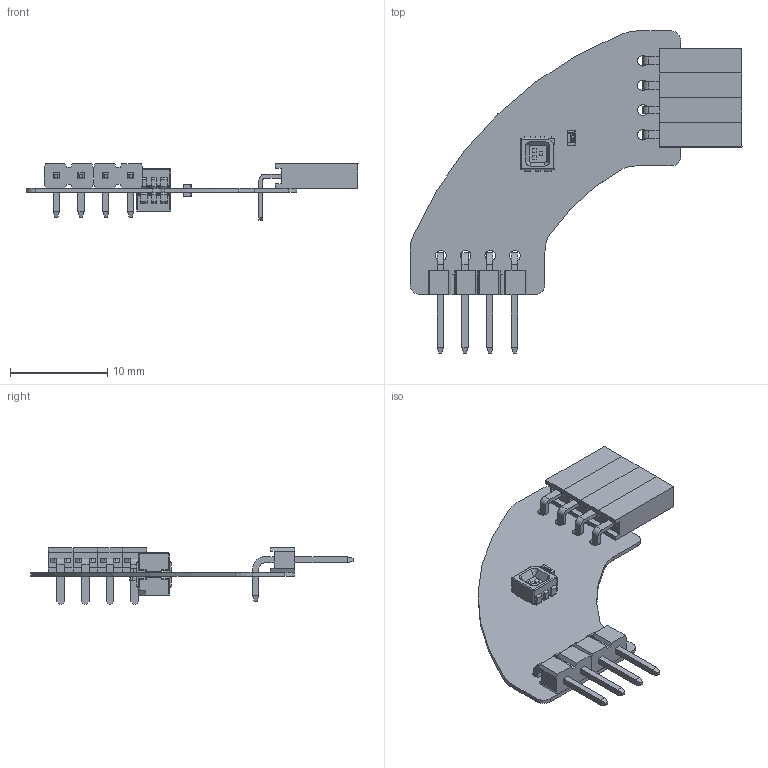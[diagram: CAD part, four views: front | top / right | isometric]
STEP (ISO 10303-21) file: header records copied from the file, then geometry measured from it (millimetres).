
FILE_DESCRIPTION(('Open CASCADE Model'),'2;1');
FILE_NAME('Open CASCADE Shape Model','2020-04-30T09:23:07',('Author'),( 'Open CASCADE'),'Open CASCADE STEP processor 6.8','Open CASCADE 6.8' ,'Unknown');
FILE_SCHEMA(('AUTOMOTIVE_DESIGN { 1 0 10303 214 1 1 1 1 }'));
Length unit declared in the file: millimetre
Products named in the file (12): PCB; Board; R?; chip_0603_r; X?; User_Library-PBS_(DS1024); pcb_connector_890-70-002-20-001101; VD?; User_Library-LED_RGB_Osram_LRTB_G6SG
Assembly tree (14 placements, depth 3):
  PCB
    Board
    R?
      chip_0603_r
    X?
      User_Library-PBS_(DS1024)
    X?
      pcb_connector_890-70-002-20-001101  x2
    VD?
      User_Library-LED_RGB_Osram_LRTB_G6SG
    VD?
      User_Library-LED_RGB_Osram_LRTB_G6SG
    R?
      chip_0603_r
Bounding box: 34.2 x 33.19 x 5.87 mm (x, y, z)
Volume: 470.2 mm3; surface area: 2028.3 mm2
Topology: 25 solids, 25 shells, 1138 faces, 2986 edges, 1914 vertices
Faces by surface type: plane 670, bspline 284, cylinder 162, sphere 14, cone 8
Full cylindrical faces by diameter (mm): 1.1 x8
Entity records: 31458 total; most frequent: CARTESIAN_POINT 11988, ORIENTED_EDGE 3612, DIRECTION 2796, EDGE_CURVE 1806, LINE 1346, VECTOR 1346, VERTEX_POINT 1173, FACE_BOUND 747
